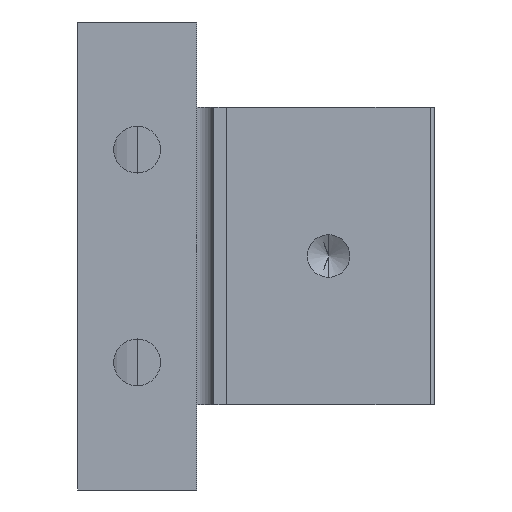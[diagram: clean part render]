
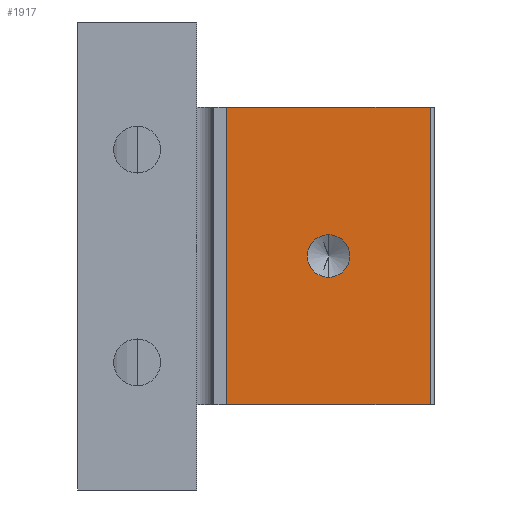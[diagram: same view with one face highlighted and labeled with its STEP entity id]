
A CAD part, front view. The second image highlights one B-rep face of the part: STEP entity #1917.
In plain terms, the highlighted planar face has unit normal (0, -1, 0).
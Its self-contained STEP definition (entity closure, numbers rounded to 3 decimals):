
#18 = VERTEX_POINT ( 'NONE', #959 ) ;
#47 = VECTOR ( 'NONE', #1115, 1000. ) ;
#63 = ORIENTED_EDGE ( 'NONE', *, *, #1880, .T. ) ;
#78 = ORIENTED_EDGE ( 'NONE', *, *, #1467, .F. ) ;
#114 = ORIENTED_EDGE ( 'NONE', *, *, #1480, .T. ) ;
#141 = ORIENTED_EDGE ( 'NONE', *, *, #1879, .F. ) ;
#180 = VERTEX_POINT ( 'NONE', #1414 ) ;
#181 = LINE ( 'NONE', #1124, #47 ) ;
#214 = EDGE_LOOP ( 'NONE', ( #141, #78 ) ) ;
#229 = EDGE_LOOP ( 'NONE', ( #114, #63, #586, #254 ) ) ;
#254 = ORIENTED_EDGE ( 'NONE', *, *, #1877, .T. ) ;
#281 = VERTEX_POINT ( 'NONE', #1407 ) ;
#317 = VECTOR ( 'NONE', #1025, 1000. ) ;
#339 = LINE ( 'NONE', #995, #317 ) ;
#586 = ORIENTED_EDGE ( 'NONE', *, *, #1460, .F. ) ;
#636 = LINE ( 'NONE', #1121, #759 ) ;
#647 = VERTEX_POINT ( 'NONE', #1369 ) ;
#658 = VERTEX_POINT ( 'NONE', #1360 ) ;
#662 = VERTEX_POINT ( 'NONE', #1358 ) ;
#663 = AXIS2_PLACEMENT_3D ( 'NONE', #1067, #1065, #1064 ) ;
#708 = LINE ( 'NONE', #1117, #710 ) ;
#710 = VECTOR ( 'NONE', #1116, 1000. ) ;
#741 = FACE_BOUND ( 'NONE', #214, .T. ) ;
#749 = FACE_OUTER_BOUND ( 'NONE', #229, .T. ) ;
#759 = VECTOR ( 'NONE', #1118, 1000. ) ;
#793 = CIRCLE ( 'NONE', #663, 2.5 ) ;
#838 = CIRCLE ( 'NONE', #1784, 2.5 ) ;
#959 = CARTESIAN_POINT ( 'NONE',  ( 10.5, -16., 17.5 ) ) ;
#995 = CARTESIAN_POINT ( 'NONE',  ( 10.5, -16., -17.5 ) ) ;
#1025 = DIRECTION ( 'NONE',  ( 1., 0., 0. ) ) ;
#1064 = DIRECTION ( 'NONE',  ( 0., 0., -1. ) ) ;
#1065 = DIRECTION ( 'NONE',  ( 0., -1., 0. ) ) ;
#1067 = CARTESIAN_POINT ( 'NONE',  ( 22.5, -16., 0. ) ) ;
#1106 = DIRECTION ( 'NONE',  ( 0., 0., -1. ) ) ;
#1107 = DIRECTION ( 'NONE',  ( 0., -1., 0. ) ) ;
#1108 = CARTESIAN_POINT ( 'NONE',  ( 22.5, -16., 0. ) ) ;
#1115 = DIRECTION ( 'NONE',  ( 1., 0., 0. ) ) ;
#1116 = DIRECTION ( 'NONE',  ( 0., 0., 1. ) ) ;
#1117 = CARTESIAN_POINT ( 'NONE',  ( 34.443, -16., 17.5 ) ) ;
#1118 = DIRECTION ( 'NONE',  ( 0., 0., -1. ) ) ;
#1121 = CARTESIAN_POINT ( 'NONE',  ( 10.5, -16., 17.5 ) ) ;
#1124 = CARTESIAN_POINT ( 'NONE',  ( 10.5, -16., 17.5 ) ) ;
#1358 = CARTESIAN_POINT ( 'NONE',  ( 34.443, -16., -17.5 ) ) ;
#1360 = CARTESIAN_POINT ( 'NONE',  ( 22.5, -16., 2.5 ) ) ;
#1369 = CARTESIAN_POINT ( 'NONE',  ( 34.443, -16., 17.5 ) ) ;
#1407 = CARTESIAN_POINT ( 'NONE',  ( 22.5, -16., -2.5 ) ) ;
#1414 = CARTESIAN_POINT ( 'NONE',  ( 10.5, -16., -17.5 ) ) ;
#1460 = EDGE_CURVE ( 'NONE', #18, #647, #181, .T. ) ;
#1467 = EDGE_CURVE ( 'NONE', #658, #281, #793, .T. ) ;
#1480 = EDGE_CURVE ( 'NONE', #180, #662, #339, .T. ) ;
#1576 = PLANE ( 'NONE',  #1799 ) ;
#1599 = CARTESIAN_POINT ( 'NONE',  ( 10.5, -16., 17.5 ) ) ;
#1634 = DIRECTION ( 'NONE',  ( 0., 1., 0. ) ) ;
#1713 = DIRECTION ( 'NONE',  ( 0., 0., 1. ) ) ;
#1784 = AXIS2_PLACEMENT_3D ( 'NONE', #1108, #1107, #1106 ) ;
#1799 = AXIS2_PLACEMENT_3D ( 'NONE', #1599, #1634, #1713 ) ;
#1877 = EDGE_CURVE ( 'NONE', #18, #180, #636, .T. ) ;
#1879 = EDGE_CURVE ( 'NONE', #281, #658, #838, .T. ) ;
#1880 = EDGE_CURVE ( 'NONE', #662, #647, #708, .T. ) ;
#1917 = ADVANCED_FACE ( 'NONE', ( #741, #749 ), #1576, .F. ) ;
